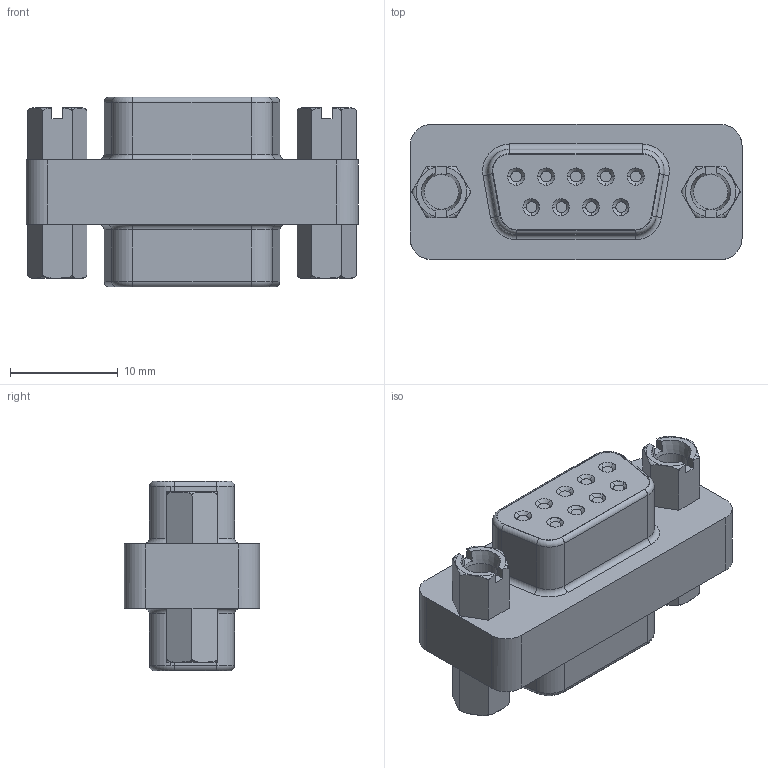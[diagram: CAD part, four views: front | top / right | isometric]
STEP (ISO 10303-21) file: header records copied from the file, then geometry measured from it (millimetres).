
FILE_DESCRIPTION(('CATIA V5 STEP Exchange','CAx-IF Rec.Pracs.--- Model Styling and Organization---1.5--- 2016-08-15','CAx-IF Rec.Pracs.---Supplemental Geometry---1.0---2011-11-01','CAx-IF Rec.Pracs.--- Composite Materials ---1.1---2010-07-15'),'2;1');
FILE_NAME ('13510813_4', '2025-03-31T05:04:30+00:00', ('none'), ('Weidmueller'), 'CATIA Version 5-6 Release 2022 SP4 HF5', 'CATIA V5 STEP AP214 v3', 'none');
FILE_SCHEMA(('AUTOMOTIVE_DESIGN { 1 0 10303 214 1 1 1 1 }'));
Length unit declared in the file: millimetre
Products named in the file (1): 1450840000
Bounding box: 30.81 x 12.55 x 17.6 mm (x, y, z)
Volume: 3782.8 mm3; surface area: 4180.8 mm2
Topology: 1 solids, 23 shells, 1039 faces, 2810 edges, 1778 vertices
Faces by surface type: cone 358, cylinder 342, plane 299, torus 40
Entity records: 37947 total; most frequent: CARTESIAN_POINT 13918, ORIENTED_EDGE 5612, DIRECTION 3479, EDGE_CURVE 2806, VERTEX_POINT 1778, AXIS2_PLACEMENT_3D 1688, B_SPLINE_CURVE_WITH_KNOTS 1201, EDGE_LOOP 1082
